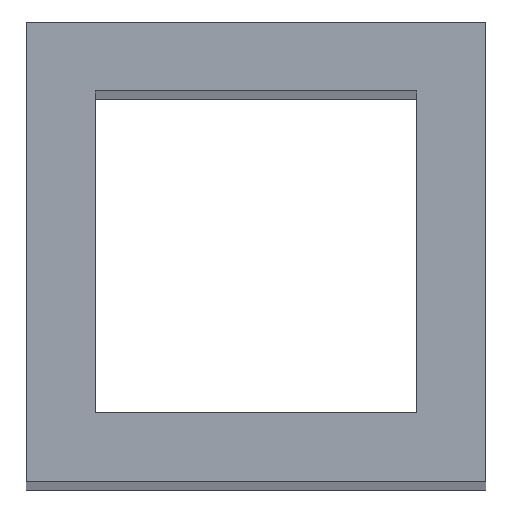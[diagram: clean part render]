
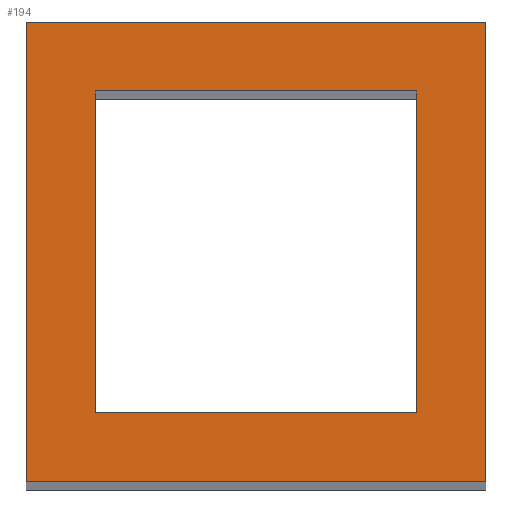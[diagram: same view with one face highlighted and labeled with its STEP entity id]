
A CAD part, top view. The second image highlights one B-rep face of the part: STEP entity #194.
In plain terms, the highlighted planar face has unit normal (0, 0, 1).
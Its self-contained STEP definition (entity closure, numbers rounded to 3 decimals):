
#16=FACE_BOUND('',#38,.T.);
#26=FACE_OUTER_BOUND('',#37,.T.);
#37=EDGE_LOOP('',(#167,#168,#169,#170));
#38=EDGE_LOOP('',(#171,#172,#173,#174));
#39=LINE('',#257,#63);
#43=LINE('',#265,#67);
#46=LINE('',#271,#70);
#49=LINE('',#276,#73);
#51=LINE('',#281,#75);
#55=LINE('',#289,#79);
#58=LINE('',#295,#82);
#61=LINE('',#300,#85);
#63=VECTOR('',#211,7.);
#67=VECTOR('',#217,7.);
#70=VECTOR('',#222,7.);
#73=VECTOR('',#227,7.);
#75=VECTOR('',#231,10.);
#79=VECTOR('',#237,10.);
#82=VECTOR('',#242,10.);
#85=VECTOR('',#247,10.);
#87=VERTEX_POINT('',#255);
#88=VERTEX_POINT('',#256);
#91=VERTEX_POINT('',#264);
#93=VERTEX_POINT('',#270);
#95=VERTEX_POINT('',#279);
#96=VERTEX_POINT('',#280);
#99=VERTEX_POINT('',#288);
#101=VERTEX_POINT('',#294);
#103=EDGE_CURVE('',#87,#88,#39,.T.);
#107=EDGE_CURVE('',#91,#87,#43,.T.);
#110=EDGE_CURVE('',#93,#91,#46,.T.);
#113=EDGE_CURVE('',#88,#93,#49,.T.);
#115=EDGE_CURVE('',#95,#96,#51,.T.);
#119=EDGE_CURVE('',#99,#95,#55,.T.);
#122=EDGE_CURVE('',#101,#99,#58,.T.);
#125=EDGE_CURVE('',#96,#101,#61,.T.);
#167=ORIENTED_EDGE('',*,*,#125,.F.);
#168=ORIENTED_EDGE('',*,*,#115,.F.);
#169=ORIENTED_EDGE('',*,*,#119,.F.);
#170=ORIENTED_EDGE('',*,*,#122,.F.);
#171=ORIENTED_EDGE('',*,*,#103,.T.);
#172=ORIENTED_EDGE('',*,*,#113,.T.);
#173=ORIENTED_EDGE('',*,*,#110,.T.);
#174=ORIENTED_EDGE('',*,*,#107,.T.);
#184=PLANE('',#206);
#194=ADVANCED_FACE('',(#26,#16),#184,.T.);
#206=AXIS2_PLACEMENT_3D('',#303,#251,#252);
#211=DIRECTION('',(0.,1.,0.));
#217=DIRECTION('',(-1.,0.,0.));
#222=DIRECTION('',(0.,-1.,0.));
#227=DIRECTION('',(1.,0.,0.));
#231=DIRECTION('',(0.,1.,0.));
#237=DIRECTION('',(-1.,0.,0.));
#242=DIRECTION('',(0.,-1.,0.));
#247=DIRECTION('',(1.,0.,0.));
#251=DIRECTION('center_axis',(0.,0.,1.));
#252=DIRECTION('ref_axis',(1.,0.,0.));
#255=CARTESIAN_POINT('',(30.333,26.138,0.));
#256=CARTESIAN_POINT('',(30.333,33.138,0.));
#257=CARTESIAN_POINT('',(30.333,27.888,0.));
#264=CARTESIAN_POINT('',(37.333,26.138,0.));
#265=CARTESIAN_POINT('',(35.583,26.138,0.));
#270=CARTESIAN_POINT('',(37.333,33.138,0.));
#271=CARTESIAN_POINT('',(37.333,31.388,0.));
#276=CARTESIAN_POINT('',(32.083,33.138,0.));
#279=CARTESIAN_POINT('',(28.833,24.638,0.));
#280=CARTESIAN_POINT('',(28.833,34.638,0.));
#281=CARTESIAN_POINT('',(28.833,24.638,0.));
#288=CARTESIAN_POINT('',(38.833,24.638,0.));
#289=CARTESIAN_POINT('',(38.833,24.638,0.));
#294=CARTESIAN_POINT('',(38.833,34.638,0.));
#295=CARTESIAN_POINT('',(38.833,34.638,0.));
#300=CARTESIAN_POINT('',(28.833,34.638,0.));
#303=CARTESIAN_POINT('Origin',(33.833,29.638,0.));
